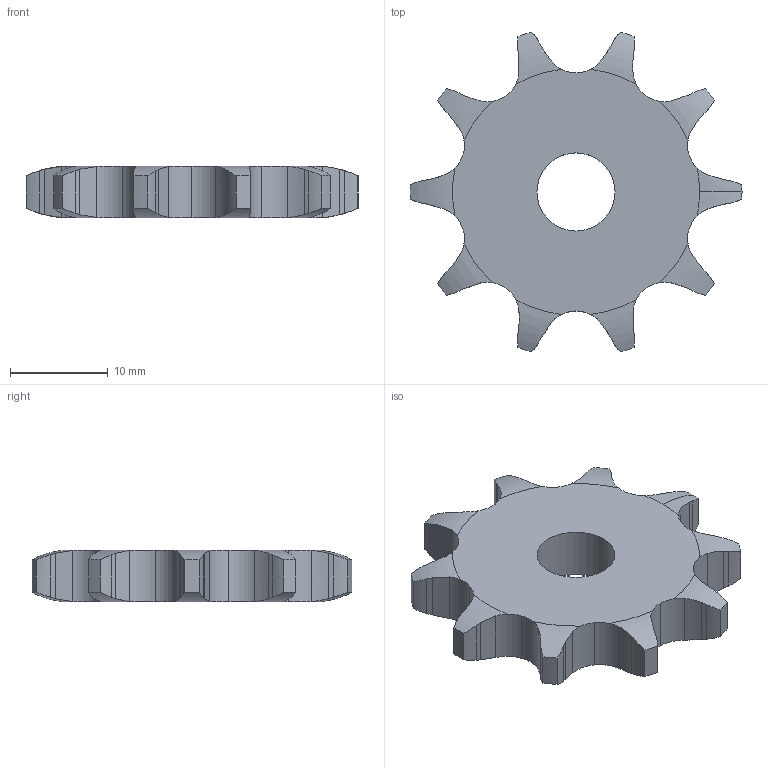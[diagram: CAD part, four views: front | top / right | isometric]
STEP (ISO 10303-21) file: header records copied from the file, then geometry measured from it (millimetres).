
FILE_DESCRIPTION(('FreeCAD Model'),'2;1');
FILE_NAME('Open CASCADE Shape Model','2022-02-06T09:33:21',('FreeCAD'),( 'FreeCAD'),'Open CASCADE STEP processor 7.4','FreeCAD','Unknown');
FILE_SCHEMA(('AUTOMOTIVE_DESIGN { 1 0 10303 214 1 1 1 1 }'));
Length unit declared in the file: millimetre
Products named in the file (1): Open CASCADE STEP translator 7.4 3
Bounding box: 34 x 32.76 x 5.3 mm (x, y, z)
Volume: 2945.5 mm3; surface area: 1952.2 mm2
Topology: 1 solids, 1 shells, 116 faces, 340 edges, 226 vertices
Faces by surface type: cylinder 72, plane 22, torus 22
Full cylindrical faces by diameter (mm): 8 x1
Entity records: 10405 total; most frequent: CARTESIAN_POINT 4630, DIRECTION 798, ORIENTED_EDGE 680, PCURVE 680, DEFINITIONAL_REPRESENTATION 680, B_SPLINE_CURVE_WITH_KNOTS 480, LINE 388, VECTOR 388
